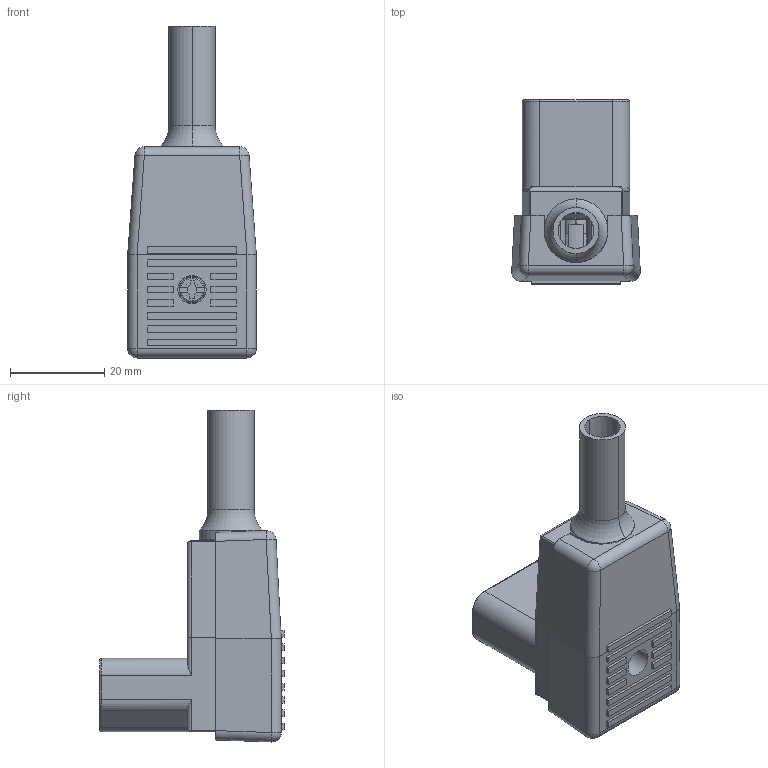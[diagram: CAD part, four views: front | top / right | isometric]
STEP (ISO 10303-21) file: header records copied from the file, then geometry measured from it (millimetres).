
FILE_DESCRIPTION (( 'STEP AP214' ), '1' );
FILE_NAME ('ACM-C3-ITA-LC_3D.step', '2023-11-15T17:20:09', ( '' ), ( '' ), 'SwSTEP 2.0', 'SolidWorks 2022', '' );
FILE_SCHEMA (( 'AUTOMOTIVE_DESIGN' ));
Length unit declared in the file: millimetre
Products named in the file (1): ACM-C3-ITA-LC_3D
Bounding box: 27.28 x 39.05 x 70.43 mm (x, y, z)
Volume: 15026.4 mm3; surface area: 17382.7 mm2
Topology: 4 solids, 4 shells, 441 faces, 1175 edges, 761 vertices
Faces by surface type: plane 297, cylinder 118, torus 12, bspline 6, sphere 4, cone 4
Entity records: 15486 total; most frequent: CARTESIAN_POINT 4473, ORIENTED_EDGE 2338, DIRECTION 2164, EDGE_CURVE 1169, LINE 862, VECTOR 862, VERTEX_POINT 757, AXIS2_PLACEMENT_3D 651
